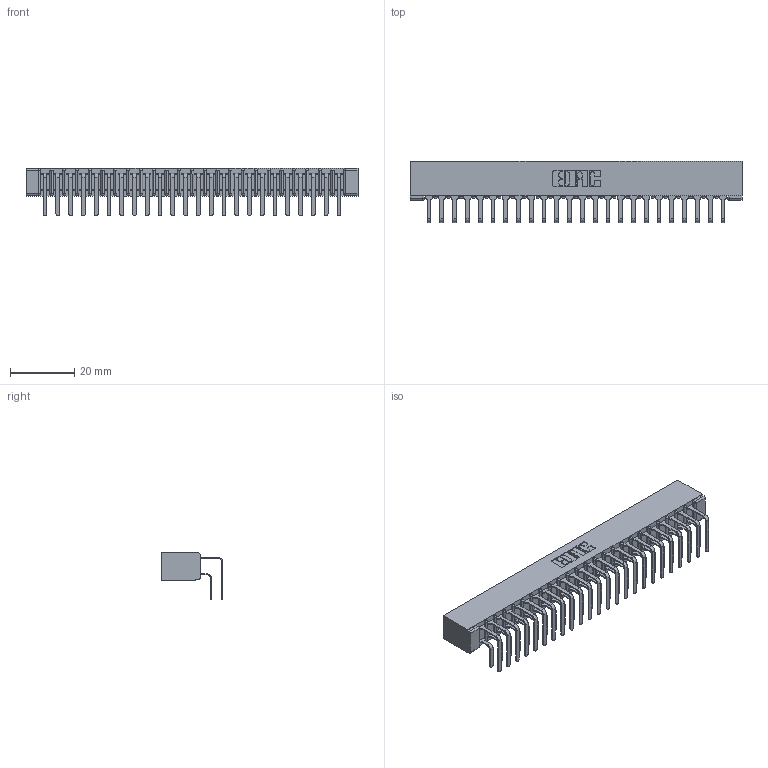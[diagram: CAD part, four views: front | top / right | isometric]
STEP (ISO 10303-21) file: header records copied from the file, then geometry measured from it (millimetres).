
FILE_DESCRIPTION (( 'STEP AP203' ), '1' );
FILE_NAME ('357-024-458-101.STEP', '2020-10-01T13:12:53', ( '' ), ( '' ), 'SwSTEP 2.0', 'SolidWorks 2020', '' );
FILE_SCHEMA (( 'CONFIG_CONTROL_DESIGN' ));
Length unit declared in the file: inch
Products named in the file (4): 357-024-458-101; 307 Part_No Mounting Lugs; 307-290-001_558 - 2 (Single); 307-290-001_558 559 - 1 (Single)
Assembly tree (49 placements, depth 2):
  357-024-458-101
    307 Part_No Mounting Lugs
    307-290-001_558 559 - 1 (Single)  x24
    307-290-001_558 - 2 (Single)  x24
Bounding box: 102.97 x 18.96 x 14.81 mm (x, y, z)
Volume: 7181.1 mm3; surface area: 14456.5 mm2
Topology: 49 solids, 49 shells, 2535 faces, 7115 edges, 4610 vertices
Faces by surface type: plane 1650, cylinder 835, sphere 50
Entity records: 24731 total; most frequent: CARTESIAN_POINT 4050, ORIENTED_EDGE 4010, DIRECTION 3973, EDGE_CURVE 2005, VECTOR 1531, LINE 1531, VERTEX_POINT 1298, AXIS2_PLACEMENT_3D 1221
